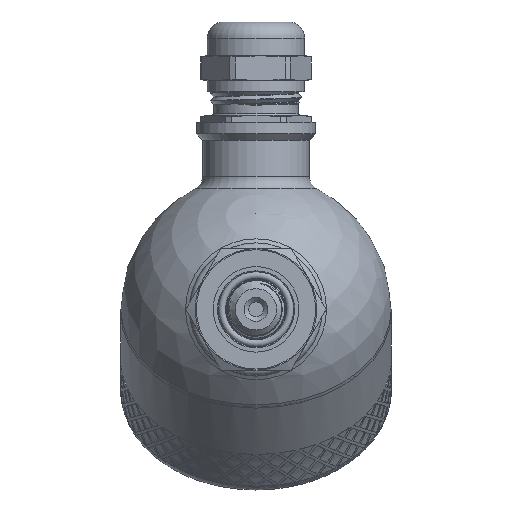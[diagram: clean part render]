
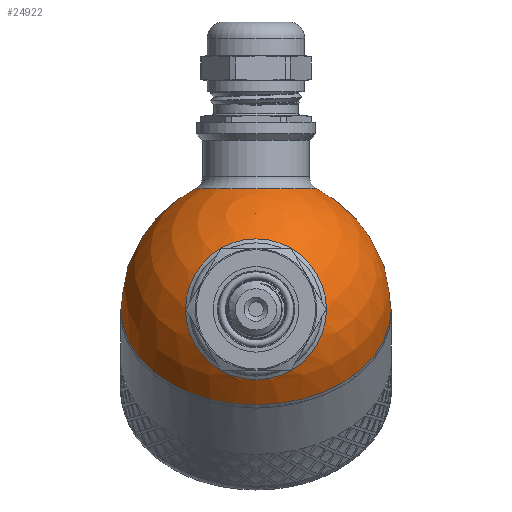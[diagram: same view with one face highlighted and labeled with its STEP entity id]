
A CAD part, left-side view. The second image highlights one B-rep face of the part: STEP entity #24922.
In plain terms, the highlighted spherical face has radius 30 mm.
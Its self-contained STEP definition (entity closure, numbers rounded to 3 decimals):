
#136=SPHERICAL_SURFACE('',#26524,30.);
#249=FACE_BOUND('',#3727,.T.);
#250=FACE_BOUND('',#3728,.T.);
#2087=FACE_OUTER_BOUND('',#3726,.T.);
#3726=EDGE_LOOP('',(#18011,#18012,#18013,#18014));
#3727=EDGE_LOOP('',(#18015));
#3728=EDGE_LOOP('',(#18016));
#5251=CIRCLE('',#26447,30.);
#5252=CIRCLE('',#26448,30.);
#5279=CIRCLE('',#26520,13.5);
#5282=CIRCLE('',#26525,30.);
#5283=CIRCLE('',#26526,15.643);
#9700=VERTEX_POINT('',#34528);
#9701=VERTEX_POINT('',#34530);
#10176=VERTEX_POINT('',#40592);
#10178=VERTEX_POINT('',#40599);
#10179=VERTEX_POINT('',#40601);
#12391=EDGE_CURVE('',#9700,#9701,#5251,.T.);
#12392=EDGE_CURVE('',#9701,#9700,#5252,.T.);
#13107=EDGE_CURVE('',#10176,#10176,#5279,.T.);
#13110=EDGE_CURVE('',#9701,#10178,#5282,.T.);
#13111=EDGE_CURVE('',#10179,#10179,#5283,.T.);
#18011=ORIENTED_EDGE('',*,*,#12392,.F.);
#18012=ORIENTED_EDGE('',*,*,#13110,.T.);
#18013=ORIENTED_EDGE('',*,*,#13110,.F.);
#18014=ORIENTED_EDGE('',*,*,#12391,.F.);
#18015=ORIENTED_EDGE('',*,*,#13111,.F.);
#18016=ORIENTED_EDGE('',*,*,#13107,.F.);
#24922=ADVANCED_FACE('',(#2087,#249,#250),#136,.T.);
#26447=AXIS2_PLACEMENT_3D('',#34531,#27887,#27888);
#26448=AXIS2_PLACEMENT_3D('',#34532,#27889,#27890);
#26520=AXIS2_PLACEMENT_3D('',#40593,#28285,#28286);
#26524=AXIS2_PLACEMENT_3D('',#40598,#28293,#28294);
#26525=AXIS2_PLACEMENT_3D('',#40600,#28295,#28296);
#26526=AXIS2_PLACEMENT_3D('',#40602,#28297,#28298);
#27887=DIRECTION('center_axis',(1.,0.,0.));
#27888=DIRECTION('ref_axis',(0.,1.,0.));
#27889=DIRECTION('center_axis',(1.,0.,0.));
#27890=DIRECTION('ref_axis',(0.,1.,0.));
#28285=DIRECTION('center_axis',(-0.707,0.,-0.707));
#28286=DIRECTION('ref_axis',(-0.707,0.,0.707));
#28293=DIRECTION('center_axis',(1.,0.,0.));
#28294=DIRECTION('ref_axis',(0.,-1.,0.));
#28295=DIRECTION('center_axis',(0.,0.,1.));
#28296=DIRECTION('ref_axis',(0.,1.,0.));
#28297=DIRECTION('center_axis',(-0.707,0.,0.707));
#28298=DIRECTION('ref_axis',(0.707,0.,0.707));
#34528=CARTESIAN_POINT('',(0.,-30.,0.));
#34530=CARTESIAN_POINT('',(0.,30.,0.));
#34531=CARTESIAN_POINT('Origin',(0.,0.,0.));
#34532=CARTESIAN_POINT('Origin',(0.,0.,0.));
#40592=CARTESIAN_POINT('',(-9.398,0.,-28.49));
#40593=CARTESIAN_POINT('Origin',(-18.944,0.,-18.944));
#40598=CARTESIAN_POINT('Origin',(0.,0.,0.));
#40599=CARTESIAN_POINT('',(-30.,0.,0.));
#40600=CARTESIAN_POINT('Origin',(0.,0.,0.));
#40601=CARTESIAN_POINT('',(-29.162,0.,7.04));
#40602=CARTESIAN_POINT('Origin',(-18.101,0.,18.101));
